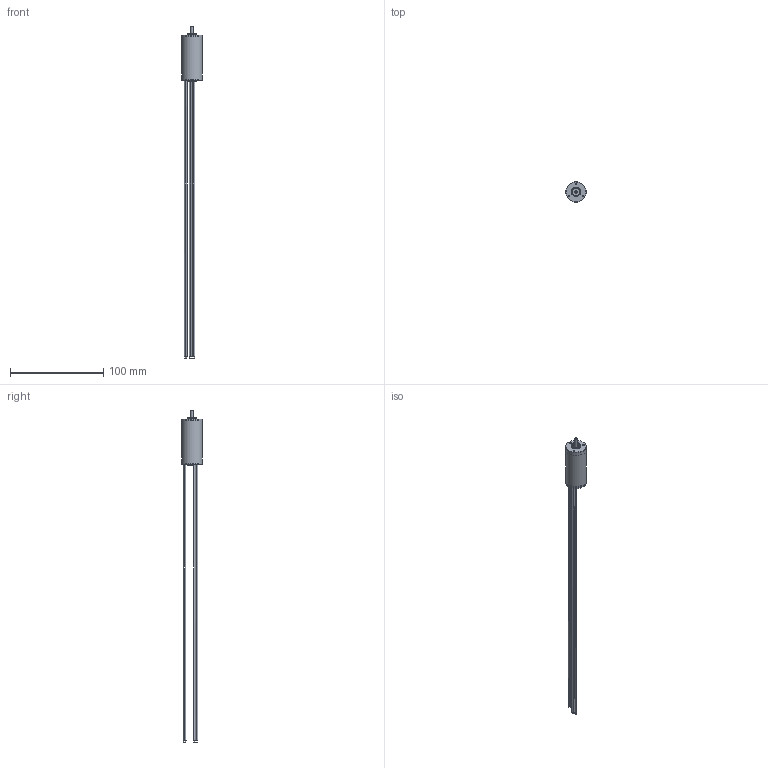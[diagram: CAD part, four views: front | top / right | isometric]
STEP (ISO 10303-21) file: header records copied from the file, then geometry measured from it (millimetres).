
FILE_DESCRIPTION (( 'STEP AP214' ), '1' );
FILE_NAME ('22ECT_48.STEP', '2018-03-09T12:15:27', ( '' ), ( '' ), 'SwSTEP 2.0', 'SolidWorks 2018', '' );
FILE_SCHEMA (( 'AUTOMOTIVE_DESIGN' ));
Length unit declared in the file: millimetre
Products named in the file (1): 22ECT_48
Bounding box: 22 x 22 x 356.5 mm (x, y, z)
Volume: 21533 mm3; surface area: 23119.9 mm2
Topology: 15 solids, 15 shells, 118 faces, 209 edges, 139 vertices
Faces by surface type: cylinder 49, plane 48, cone 21
Full cylindrical faces by diameter (mm): 0.6 x10, 1 x7, 1.5 x3, 1.6 x3, 3 x1, 6 x1, 8 x3, 10 x4, 21 x4, 21.001 x2, 22 x3
Entity records: 3375 total; most frequent: DIRECTION 486, CARTESIAN_POINT 401, ORIENTED_EDGE 276, AXIS2_PLACEMENT_3D 237, EDGE_LOOP 198, FACE_OUTER_BOUND 159, EDGE_CURVE 138, VERTEX_POINT 120
